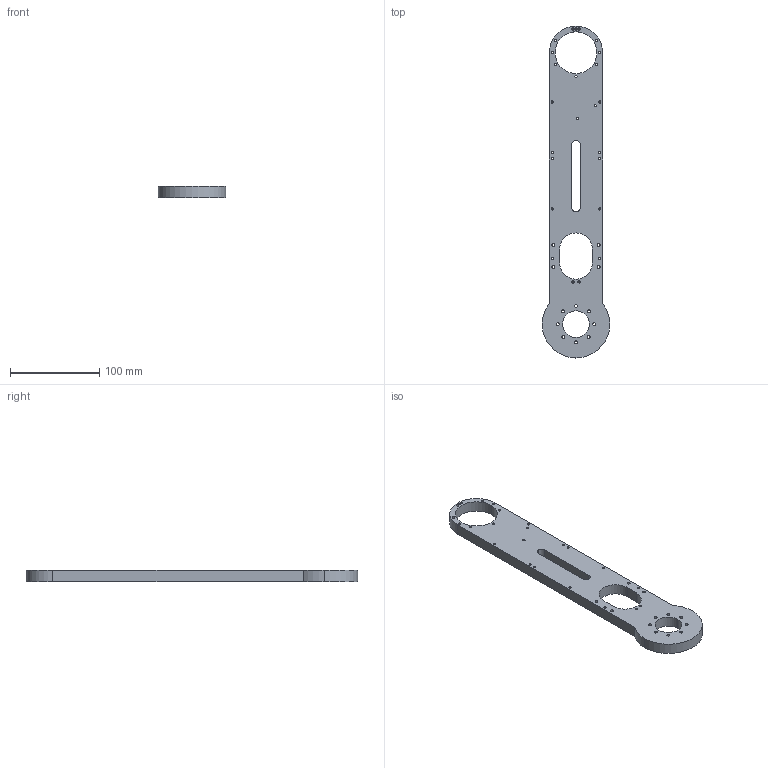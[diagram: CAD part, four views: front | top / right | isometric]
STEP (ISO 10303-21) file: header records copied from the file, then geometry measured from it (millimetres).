
FILE_DESCRIPTION (( 'STEP AP203' ), '1' );
FILE_NAME ('J2 Arm.STEP', '2020-09-09T03:12:07', ( '' ), ( '' ), 'SwSTEP 2.0', 'SolidWorks 2019', '' );
FILE_SCHEMA (( 'CONFIG_CONTROL_DESIGN' ));
Length unit declared in the file: millimetre
Products named in the file (1): J2 Arm
Bounding box: 76 x 373 x 12.7 mm (x, y, z)
Volume: 217800.6 mm3; surface area: 56143.3 mm2
Topology: 1 solids, 1 shells, 100 faces, 288 edges, 192 vertices
Faces by surface type: cylinder 90, plane 10
Entity records: 3629 total; most frequent: DIRECTION 670, CARTESIAN_POINT 581, ORIENTED_EDGE 576, EDGE_CURVE 288, AXIS2_PLACEMENT_3D 281, VERTEX_POINT 192, EDGE_LOOP 182, CIRCLE 180
